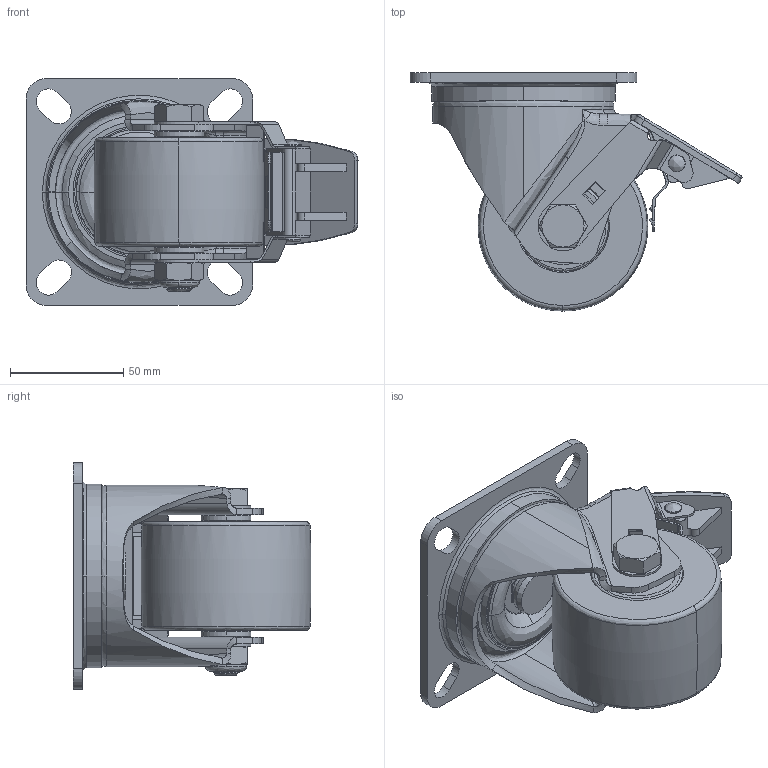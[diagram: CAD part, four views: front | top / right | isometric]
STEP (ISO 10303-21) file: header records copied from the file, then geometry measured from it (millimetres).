
FILE_DESCRIPTION (( 'STEP AP214' ), '1' );
FILE_NAME ('0054896.step', '2022-11-16T08:56:13', ( '' ), ( '' ), 'SwSTEP 2.0', 'SolidWorks 2020', '' );
FILE_SCHEMA (( 'AUTOMOTIVE_DESIGN' ));
Length unit declared in the file: millimetre
Products named in the file (1): 0054896
Bounding box: 146.49 x 104.95 x 100 mm (x, y, z)
Volume: 316158.3 mm3; surface area: 123433.9 mm2
Topology: 5 solids, 8 shells, 1273 faces, 3399 edges, 2204 vertices
Faces by surface type: plane 819, cylinder 224, bspline 160, cone 66, torus 4
Entity records: 49645 total; most frequent: CARTESIAN_POINT 18500, ORIENTED_EDGE 6798, DIRECTION 5866, EDGE_CURVE 3399, LINE 2394, VECTOR 2394, VERTEX_POINT 2204, AXIS2_PLACEMENT_3D 1736
